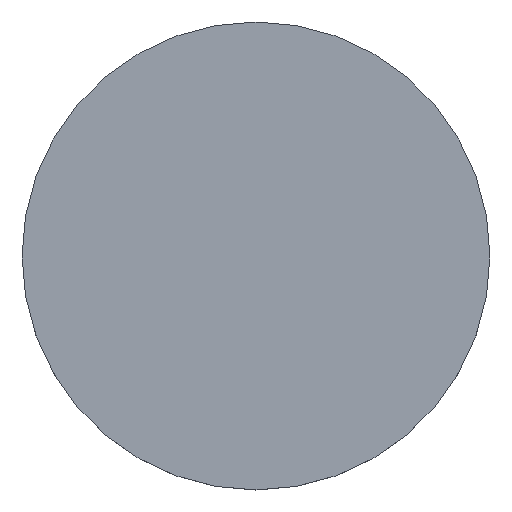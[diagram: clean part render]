
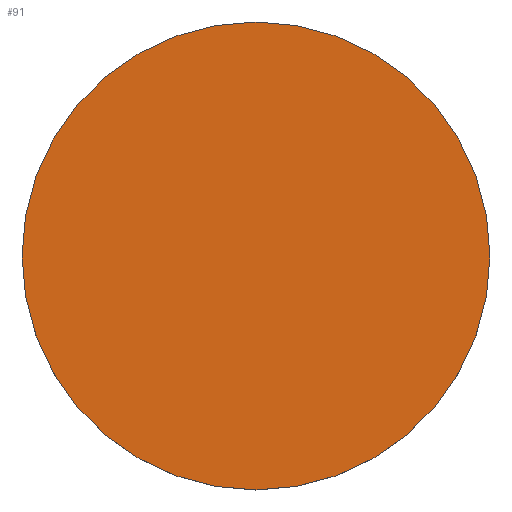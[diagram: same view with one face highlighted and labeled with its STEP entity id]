
A CAD part, top view. The second image highlights one B-rep face of the part: STEP entity #91.
In plain terms, the highlighted planar face has unit normal (0, 0, 1).
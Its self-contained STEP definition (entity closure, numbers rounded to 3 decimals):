
#1 = AXIS2_PLACEMENT_3D ( 'NONE', #62, #15, #80 ) ;
#4 = CARTESIAN_POINT ( 'NONE',  ( 3.15, 0., 0.5 ) ) ;
#15 = DIRECTION ( 'NONE',  ( 0., 0., 1. ) ) ;
#21 = EDGE_LOOP ( 'NONE', ( #119, #33 ) ) ;
#32 = EDGE_CURVE ( 'NONE', #86, #90, #100, .T. ) ;
#33 = ORIENTED_EDGE ( 'NONE', *, *, #124, .T. ) ;
#34 = DIRECTION ( 'NONE',  ( 0., 0., 1. ) ) ;
#36 = FACE_OUTER_BOUND ( 'NONE', #21, .T. ) ;
#38 = PLANE ( 'NONE',  #63 ) ;
#62 = CARTESIAN_POINT ( 'NONE',  ( 0., 0., 0.5 ) ) ;
#63 = AXIS2_PLACEMENT_3D ( 'NONE', #106, #34, #94 ) ;
#70 = DIRECTION ( 'NONE',  ( 0., 0., 1. ) ) ;
#76 = AXIS2_PLACEMENT_3D ( 'NONE', #140, #70, #128 ) ;
#80 = DIRECTION ( 'NONE',  ( 1., 0., 0. ) ) ;
#86 = VERTEX_POINT ( 'NONE', #109 ) ;
#89 = CIRCLE ( 'NONE', #76, 3.15 ) ;
#90 = VERTEX_POINT ( 'NONE', #4 ) ;
#91 = ADVANCED_FACE ( 'NONE', ( #36 ), #38, .T. ) ;
#94 = DIRECTION ( 'NONE',  ( 1., 0., 0. ) ) ;
#100 = CIRCLE ( 'NONE', #1, 3.15 ) ;
#106 = CARTESIAN_POINT ( 'NONE',  ( 0., 0., 0.5 ) ) ;
#109 = CARTESIAN_POINT ( 'NONE',  ( -3.15, 0., 0.5 ) ) ;
#119 = ORIENTED_EDGE ( 'NONE', *, *, #32, .T. ) ;
#124 = EDGE_CURVE ( 'NONE', #90, #86, #89, .T. ) ;
#128 = DIRECTION ( 'NONE',  ( 1., 0., 0. ) ) ;
#140 = CARTESIAN_POINT ( 'NONE',  ( 0., 0., 0.5 ) ) ;
